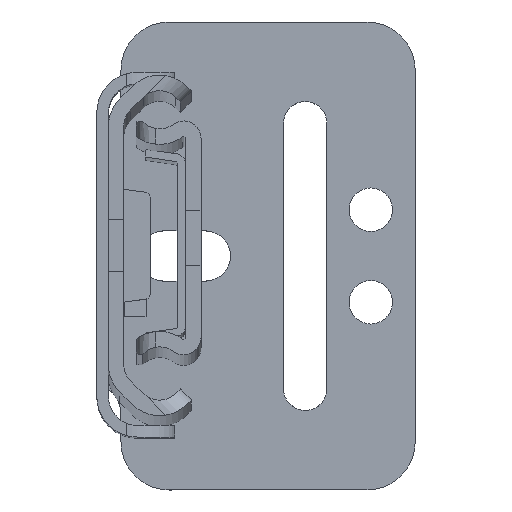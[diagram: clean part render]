
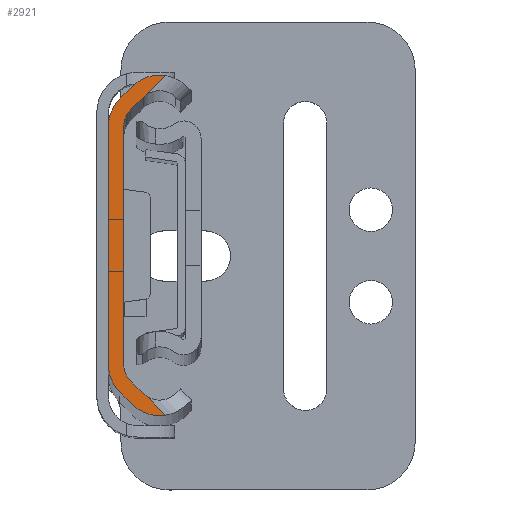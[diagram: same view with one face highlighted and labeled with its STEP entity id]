
A CAD part, top view. The second image highlights one B-rep face of the part: STEP entity #2921.
In plain terms, the highlighted planar face has unit normal (0, 0, 1).
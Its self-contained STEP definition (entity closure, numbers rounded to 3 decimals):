
#5 = ORIENTED_EDGE ( 'NONE', *, *, #2865, .T. ) ;
#26 = CARTESIAN_POINT ( 'NONE',  ( 4., -12.342, 0. ) ) ;
#59 = VECTOR ( 'NONE', #1004, 1000. ) ;
#133 = EDGE_CURVE ( 'NONE', #3006, #654, #1591, .T. ) ;
#154 = VECTOR ( 'NONE', #4922, 1000. ) ;
#255 = DIRECTION ( 'NONE',  ( 1., 0., 0. ) ) ;
#261 = DIRECTION ( 'NONE',  ( 0., 1., 0. ) ) ;
#329 = CIRCLE ( 'NONE', #5685, 2.38 ) ;
#350 = VERTEX_POINT ( 'NONE', #1292 ) ;
#423 = DIRECTION ( 'NONE',  ( 0., -1., 0. ) ) ;
#427 = DIRECTION ( 'NONE',  ( 0., 0., -1. ) ) ;
#429 = CARTESIAN_POINT ( 'NONE',  ( 2.303, 14.039, 0. ) ) ;
#470 = VERTEX_POINT ( 'NONE', #2572 ) ;
#484 = CARTESIAN_POINT ( 'NONE',  ( 5.955, 17.596, 0. ) ) ;
#614 = PLANE ( 'NONE',  #6278 ) ;
#654 = VERTEX_POINT ( 'NONE', #5874 ) ;
#846 = LINE ( 'NONE', #6560, #1412 ) ;
#860 = CARTESIAN_POINT ( 'NONE',  ( 4.061, -15.702, 0. ) ) ;
#893 = ORIENTED_EDGE ( 'NONE', *, *, #133, .T. ) ;
#1003 = VERTEX_POINT ( 'NONE', #7787 ) ;
#1004 = DIRECTION ( 'NONE',  ( 0.707, -0.707, 0. ) ) ;
#1218 = VERTEX_POINT ( 'NONE', #484 ) ;
#1292 = CARTESIAN_POINT ( 'NONE',  ( 5.955, -17.596, 0. ) ) ;
#1412 = VECTOR ( 'NONE', #261, 1000. ) ;
#1500 = VECTOR ( 'NONE', #8172, 1000. ) ;
#1538 = CIRCLE ( 'NONE', #7966, 2.4 ) ;
#1591 = CIRCLE ( 'NONE', #2647, 2.4 ) ;
#1598 = CARTESIAN_POINT ( 'NONE',  ( 4., 12.342, 0. ) ) ;
#1610 = ORIENTED_EDGE ( 'NONE', *, *, #3958, .T. ) ;
#1757 = DIRECTION ( 'NONE',  ( 1., 0., 0. ) ) ;
#1801 = DIRECTION ( 'NONE',  ( 0., 0., 1. ) ) ;
#1826 = CARTESIAN_POINT ( 'NONE',  ( 2.486, 16.484, 0. ) ) ;
#2024 = LINE ( 'NONE', #7213, #3803 ) ;
#2194 = DIRECTION ( 'NONE',  ( 1., 0., 0. ) ) ;
#2209 = CIRCLE ( 'NONE', #5425, 2.38 ) ;
#2212 = CARTESIAN_POINT ( 'NONE',  ( 2.303, -14.039, 0. ) ) ;
#2313 = LINE ( 'NONE', #6172, #7583 ) ;
#2329 = CARTESIAN_POINT ( 'NONE',  ( 5.3, -13.67, 0. ) ) ;
#2363 = ORIENTED_EDGE ( 'NONE', *, *, #4676, .T. ) ;
#2377 = ORIENTED_EDGE ( 'NONE', *, *, #6344, .T. ) ;
#2444 = CARTESIAN_POINT ( 'NONE',  ( 2.486, -16.484, 0. ) ) ;
#2469 = CARTESIAN_POINT ( 'NONE',  ( 2.35, -13.991, 0. ) ) ;
#2510 = LINE ( 'NONE', #3184, #1500 ) ;
#2572 = CARTESIAN_POINT ( 'NONE',  ( 0., -12.342, 0. ) ) ;
#2647 = AXIS2_PLACEMENT_3D ( 'NONE', #3489, #7929, #4743 ) ;
#2761 = CIRCLE ( 'NONE', #7450, 3.98 ) ;
#2807 = DIRECTION ( 'NONE',  ( 1., 0., 0. ) ) ;
#2863 = DIRECTION ( 'NONE',  ( 0., 0., 1. ) ) ;
#2865 = EDGE_CURVE ( 'NONE', #7573, #1218, #4464, .T. ) ;
#2921 = ADVANCED_FACE ( 'NONE', ( #6448 ), #614, .T. ) ;
#2990 = LINE ( 'NONE', #429, #154 ) ;
#3006 = VERTEX_POINT ( 'NONE', #2212 ) ;
#3103 = DIRECTION ( 'NONE',  ( 0., 0., -1. ) ) ;
#3150 = AXIS2_PLACEMENT_3D ( 'NONE', #7422, #7347, #2807 ) ;
#3184 = CARTESIAN_POINT ( 'NONE',  ( 2.303, -14.039, 0. ) ) ;
#3459 = CARTESIAN_POINT ( 'NONE',  ( 3.617, -15.353, 0. ) ) ;
#3489 = CARTESIAN_POINT ( 'NONE',  ( 4., -12.342, 0. ) ) ;
#3499 = ORIENTED_EDGE ( 'NONE', *, *, #8090, .T. ) ;
#3521 = DIRECTION ( 'NONE',  ( 0., 0., -1. ) ) ;
#3600 = ORIENTED_EDGE ( 'NONE', *, *, #4409, .T. ) ;
#3803 = VECTOR ( 'NONE', #6709, 1000. ) ;
#3887 = CARTESIAN_POINT ( 'NONE',  ( -9.991, 1.65, 0. ) ) ;
#3958 = EDGE_CURVE ( 'NONE', #1218, #5004, #2761, .T. ) ;
#3969 = AXIS2_PLACEMENT_3D ( 'NONE', #2329, #6109, #5479 ) ;
#3994 = CARTESIAN_POINT ( 'NONE',  ( 2.303, 14.039, 0. ) ) ;
#4024 = VERTEX_POINT ( 'NONE', #3459 ) ;
#4034 = EDGE_CURVE ( 'NONE', #5938, #8031, #1538, .T. ) ;
#4035 = EDGE_LOOP ( 'NONE', ( #5836, #4399, #6086, #2377, #893, #3499, #6768, #7109, #7963, #5, #1610, #2363, #8263, #6678, #4157, #3600 ) ) ;
#4157 = ORIENTED_EDGE ( 'NONE', *, *, #7418, .T. ) ;
#4190 = EDGE_CURVE ( 'NONE', #1003, #5102, #4472, .T. ) ;
#4399 = ORIENTED_EDGE ( 'NONE', *, *, #6400, .T. ) ;
#4409 = EDGE_CURVE ( 'NONE', #4814, #6846, #7387, .T. ) ;
#4464 = LINE ( 'NONE', #3887, #6419 ) ;
#4472 = CIRCLE ( 'NONE', #7175, 4. ) ;
#4582 = CARTESIAN_POINT ( 'NONE',  ( 5.3, -13.67, 0. ) ) ;
#4581 = VECTOR ( 'NONE', #5024, 1000. ) ;
#4599 = EDGE_CURVE ( 'NONE', #5191, #4024, #2209, .T. ) ;
#4676 = EDGE_CURVE ( 'NONE', #5004, #1003, #2024, .T. ) ;
#4743 = DIRECTION ( 'NONE',  ( 1., 0., 0. ) ) ;
#4814 = VERTEX_POINT ( 'NONE', #5324 ) ;
#4833 = CARTESIAN_POINT ( 'NONE',  ( 5.3, 13.67, 0. ) ) ;
#4922 = DIRECTION ( 'NONE',  ( 0.707, 0.707, 0. ) ) ;
#5004 = VERTEX_POINT ( 'NONE', #1826 ) ;
#5024 = DIRECTION ( 'NONE',  ( -0.707, 0.707, 0. ) ) ;
#5034 = DIRECTION ( 'NONE',  ( 1., 0., 0. ) ) ;
#5102 = VERTEX_POINT ( 'NONE', #5730 ) ;
#5191 = VERTEX_POINT ( 'NONE', #860 ) ;
#5296 = EDGE_CURVE ( 'NONE', #6846, #350, #7707, .T. ) ;
#5324 = CARTESIAN_POINT ( 'NONE',  ( 1.172, -15.17, 0. ) ) ;
#5425 = AXIS2_PLACEMENT_3D ( 'NONE', #4582, #3521, #255 ) ;
#5479 = DIRECTION ( 'NONE',  ( 1., 0., 0. ) ) ;
#5685 = AXIS2_PLACEMENT_3D ( 'NONE', #7002, #3103, #1757 ) ;
#5706 = EDGE_CURVE ( 'NONE', #8031, #7597, #2990, .T. ) ;
#5712 = CARTESIAN_POINT ( 'NONE',  ( 1.6, 12.342, 0. ) ) ;
#5730 = CARTESIAN_POINT ( 'NONE',  ( 0., 12.342, 0. ) ) ;
#5735 = DIRECTION ( 'NONE',  ( 1., 0., 0. ) ) ;
#5836 = ORIENTED_EDGE ( 'NONE', *, *, #5296, .T. ) ;
#5874 = CARTESIAN_POINT ( 'NONE',  ( 1.6, -12.342, 0. ) ) ;
#5938 = VERTEX_POINT ( 'NONE', #5712 ) ;
#6044 = CARTESIAN_POINT ( 'NONE',  ( 1.172, -15.17, 0. ) ) ;
#6086 = ORIENTED_EDGE ( 'NONE', *, *, #4599, .T. ) ;
#6109 = DIRECTION ( 'NONE',  ( 0., 0., 1. ) ) ;
#6172 = CARTESIAN_POINT ( 'NONE',  ( 0., 0., 0. ) ) ;
#6278 = AXIS2_PLACEMENT_3D ( 'NONE', #26, #8246, #5735 ) ;
#6344 = EDGE_CURVE ( 'NONE', #4024, #3006, #2510, .T. ) ;
#6400 = EDGE_CURVE ( 'NONE', #350, #5191, #8210, .T. ) ;
#6408 = DIRECTION ( 'NONE',  ( 0.707, 0.707, 0. ) ) ;
#6419 = VECTOR ( 'NONE', #6408, 1000. ) ;
#6448 = FACE_OUTER_BOUND ( 'NONE', #4035, .T. ) ;
#6560 = CARTESIAN_POINT ( 'NONE',  ( 1.6, 0., 0. ) ) ;
#6678 = ORIENTED_EDGE ( 'NONE', *, *, #8272, .T. ) ;
#6709 = DIRECTION ( 'NONE',  ( -0.707, -0.707, 0. ) ) ;
#6768 = ORIENTED_EDGE ( 'NONE', *, *, #4034, .T. ) ;
#6846 = VERTEX_POINT ( 'NONE', #2444 ) ;
#6847 = CARTESIAN_POINT ( 'NONE',  ( 4., 12.342, 0. ) ) ;
#6909 = CIRCLE ( 'NONE', #3150, 4. ) ;
#6954 = CARTESIAN_POINT ( 'NONE',  ( 3.617, 15.353, 0. ) ) ;
#7002 = CARTESIAN_POINT ( 'NONE',  ( 5.3, 13.67, 0. ) ) ;
#7109 = ORIENTED_EDGE ( 'NONE', *, *, #5706, .T. ) ;
#7175 = AXIS2_PLACEMENT_3D ( 'NONE', #6847, #1801, #5034 ) ;
#7213 = CARTESIAN_POINT ( 'NONE',  ( 1.172, 15.17, 0. ) ) ;
#7220 = EDGE_CURVE ( 'NONE', #7597, #7573, #329, .T. ) ;
#7347 = DIRECTION ( 'NONE',  ( 0., 0., 1. ) ) ;
#7387 = LINE ( 'NONE', #6044, #59 ) ;
#7418 = EDGE_CURVE ( 'NONE', #470, #4814, #6909, .T. ) ;
#7422 = CARTESIAN_POINT ( 'NONE',  ( 4., -12.342, 0. ) ) ;
#7450 = AXIS2_PLACEMENT_3D ( 'NONE', #4833, #2863, #8058 ) ;
#7573 = VERTEX_POINT ( 'NONE', #8203 ) ;
#7583 = VECTOR ( 'NONE', #423, 1000. ) ;
#7597 = VERTEX_POINT ( 'NONE', #6954 ) ;
#7707 = CIRCLE ( 'NONE', #3969, 3.98 ) ;
#7787 = CARTESIAN_POINT ( 'NONE',  ( 1.172, 15.17, 0. ) ) ;
#7929 = DIRECTION ( 'NONE',  ( 0., 0., -1. ) ) ;
#7963 = ORIENTED_EDGE ( 'NONE', *, *, #7220, .T. ) ;
#7966 = AXIS2_PLACEMENT_3D ( 'NONE', #1598, #427, #2194 ) ;
#8031 = VERTEX_POINT ( 'NONE', #3994 ) ;
#8058 = DIRECTION ( 'NONE',  ( 1., 0., 0. ) ) ;
#8090 = EDGE_CURVE ( 'NONE', #654, #5938, #846, .T. ) ;
#8172 = DIRECTION ( 'NONE',  ( -0.707, 0.707, 0. ) ) ;
#8203 = CARTESIAN_POINT ( 'NONE',  ( 4.061, 15.702, 0. ) ) ;
#8210 = LINE ( 'NONE', #2469, #4581 ) ;
#8246 = DIRECTION ( 'NONE',  ( 0., 0., 1. ) ) ;
#8263 = ORIENTED_EDGE ( 'NONE', *, *, #4190, .T. ) ;
#8272 = EDGE_CURVE ( 'NONE', #5102, #470, #2313, .T. ) ;
